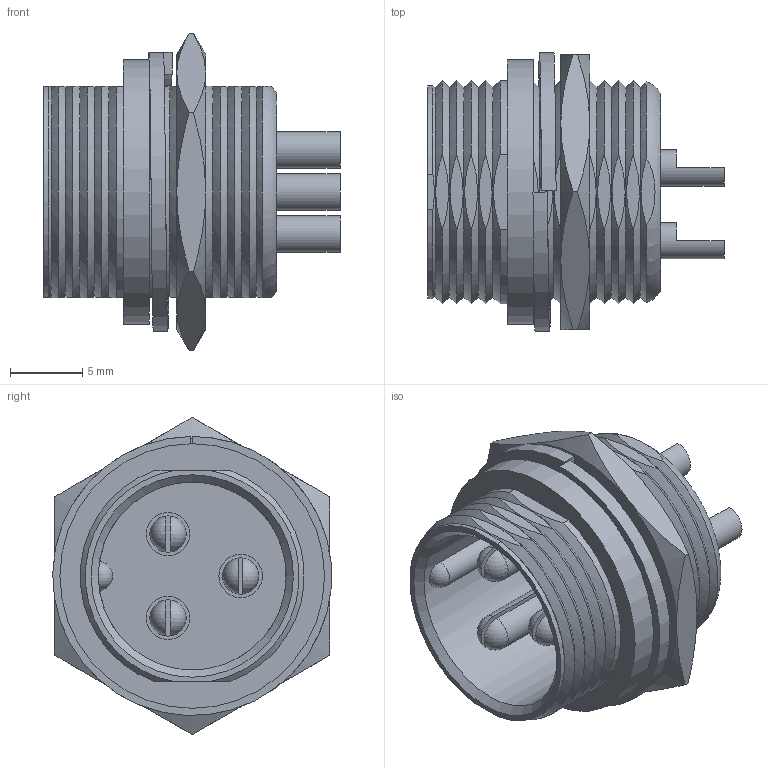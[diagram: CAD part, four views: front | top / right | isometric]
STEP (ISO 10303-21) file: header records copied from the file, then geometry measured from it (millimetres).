
FILE_DESCRIPTION(/* description */ ('STEP AP203'),/* implementation_level */ '2;1');
FILE_NAME(/* name */ 'FC684203 TIM.stp',/* time_stamp */ '2022-05-04T12:49:15+01:00',/* author */ ('tottley'),/* organization */ (''),/* preprocessor_version */ 'ST-DEVELOPER v18.1',/* originating_system */ 'Autodesk Inventor 2022',/* authorisation */ '');
FILE_SCHEMA (('AUTOMOTIVE_DESIGN { 1 0 10303 214 3 1 1 }'));
Length unit declared in the file: millimetre
Products named in the file (6): FC684203; ¥»Ê^; Á³¥À; SPµØ¥q; ½¦ªä(2); PIN(2.3.4)
Assembly tree (7 placements, depth 2):
  FC684203
    ¥»Ê^
    Á³¥À
    SPµØ¥q
    PIN(2.3.4)  x3
    ½¦ªä(2)
Bounding box: 20.5 x 19.27 x 21.94 mm (x, y, z)
Volume: 1975.5 mm3; surface area: 3842.7 mm2
Topology: 7 solids, 7 shells, 218 faces, 555 edges, 363 vertices
Faces by surface type: plane 106, cone 43, bspline 35, cylinder 26, sphere 7, torus 1
Full cylindrical faces by diameter (mm): 1.5 x3, 2.5 x6, 3 x6, 13 x1, 13.3 x1, 13.5 x1, 18.3 x1
Entity records: 7182 total; most frequent: CARTESIAN_POINT 2776, ORIENTED_EDGE 974, DIRECTION 763, EDGE_CURVE 487, VERTEX_POINT 319, AXIS2_PLACEMENT_3D 287, EDGE_LOOP 204, LINE 189
